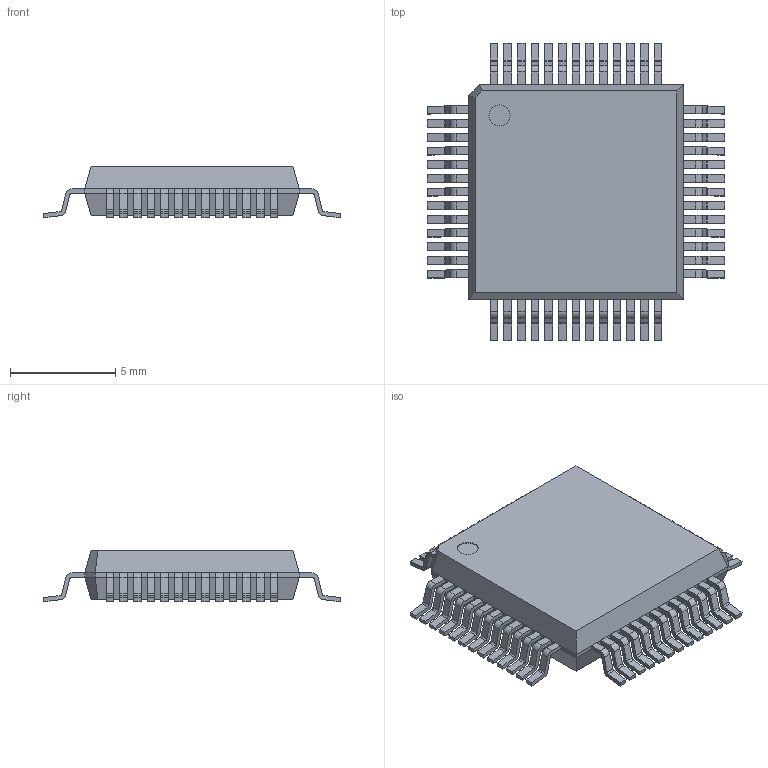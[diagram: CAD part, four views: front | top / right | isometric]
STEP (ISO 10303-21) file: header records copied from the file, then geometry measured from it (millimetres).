
FILE_DESCRIPTION((''),'2;1');
FILE_NAME('QFP65P1390X1390X245-52N.stp','2011-01-13T15:28:54',(''),(''),'Mechanical Desktop 2011','Mechanical Desktop 2011',', , ');
FILE_SCHEMA(('AUTOMOTIVE_DESIGN { 1 2 10303 214 1 1 1 1 }'));
Length unit declared in the file: millimetre
Products named in the file (1): Product
Bounding box: 14.15 x 14.15 x 2.45 mm (x, y, z)
Volume: 242.1 mm3; surface area: 452 mm2
Topology: 53 solids, 53 shells, 748 faces, 1913 edges, 1272 vertices
Faces by surface type: bspline 370, plane 272, cylinder 106
Entity records: 23909 total; most frequent: CARTESIAN_POINT 6500, ORIENTED_EDGE 3826, DIRECTION 3091, EDGE_CURVE 1913, VECTOR 1493, LINE 1493, VERTEX_POINT 1272, AXIS2_PLACEMENT_3D 799
